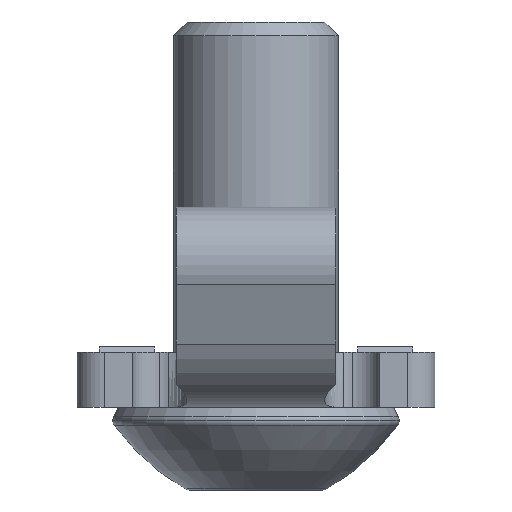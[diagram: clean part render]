
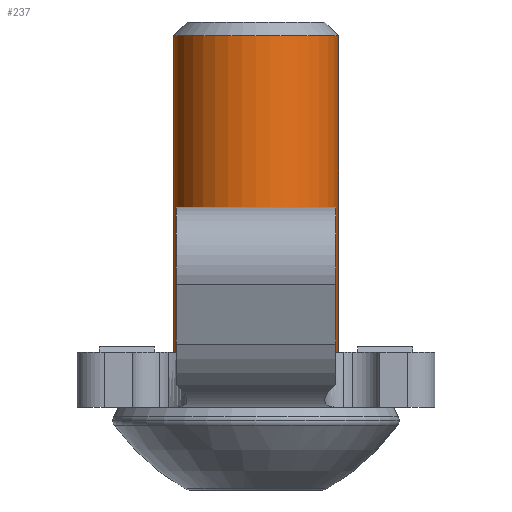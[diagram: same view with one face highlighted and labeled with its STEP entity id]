
A CAD part, left-side view. The second image highlights one B-rep face of the part: STEP entity #237.
In plain terms, the highlighted cylindrical face has radius 3 mm (diameter 6 mm), a partial arc.
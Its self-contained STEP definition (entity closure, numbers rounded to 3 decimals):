
#237=ADVANCED_FACE('',(#560),#561,.T.);
#560=FACE_OUTER_BOUND('',#1032,.T.);
#561=CYLINDRICAL_SURFACE('',#1033,3.0);
#1032=EDGE_LOOP('',(#2214,#2215,#2216,#2217));
#1033=AXIS2_PLACEMENT_3D('',#2218,#2219,#2220);
#2214=ORIENTED_EDGE('',*,*,#2556,.F.);
#2215=ORIENTED_EDGE('',*,*,#2595,.T.);
#2216=ORIENTED_EDGE('',*,*,#2558,.T.);
#2217=ORIENTED_EDGE('',*,*,#2572,.T.);
#2218=CARTESIAN_POINT('',(0.0,0.0,-3.746));
#2219=DIRECTION('',(0.0,-0.0,1.0));
#2220=DIRECTION('',(0.0,1.0,0.0));
#2556=EDGE_CURVE('',#3123,#3128,#3129,.T.);
#2558=EDGE_CURVE('',#3125,#3130,#3132,.T.);
#2572=EDGE_CURVE('',#3130,#3128,#3154,.T.);
#2595=EDGE_CURVE('',#3123,#3125,#3189,.T.);
#3123=VERTEX_POINT('',#4099);
#3125=VERTEX_POINT('',#4102);
#3128=VERTEX_POINT('',#4106);
#3129=LINE('',#4107,#4108);
#3130=VERTEX_POINT('',#4109);
#3132=LINE('',#4111,#4112);
#3154=CIRCLE('',#4136,3.0);
#3189=CIRCLE('',#4189,3.0);
#4099=CARTESIAN_POINT('',(0.,-3.0,13.5));
#4102=CARTESIAN_POINT('',(0.0,3.0,13.5));
#4106=CARTESIAN_POINT('',(0.,-3.0,0.));
#4107=CARTESIAN_POINT('',(0.,-3.0,-3.746));
#4108=VECTOR('',#4654,1000.0);
#4109=CARTESIAN_POINT('',(0.0,3.0,0.));
#4111=CARTESIAN_POINT('',(0.0,3.0,-3.746));
#4112=VECTOR('',#4658,1000.0);
#4136=AXIS2_PLACEMENT_3D('',#4694,#4695,#4696);
#4189=AXIS2_PLACEMENT_3D('',#4727,#4728,#4729);
#4654=DIRECTION('',(0.0,0.0,-1.0));
#4658=DIRECTION('',(0.0,0.0,-1.0));
#4694=CARTESIAN_POINT('',(0.0,0.0,0.));
#4695=DIRECTION('',(0.0,-0.0,1.0));
#4696=DIRECTION('',(0.0,1.0,0.0));
#4727=CARTESIAN_POINT('',(0.0,0.0,13.5));
#4728=DIRECTION('',(0.0,0.0,-1.0));
#4729=DIRECTION('',(0.0,1.0,0.0));
